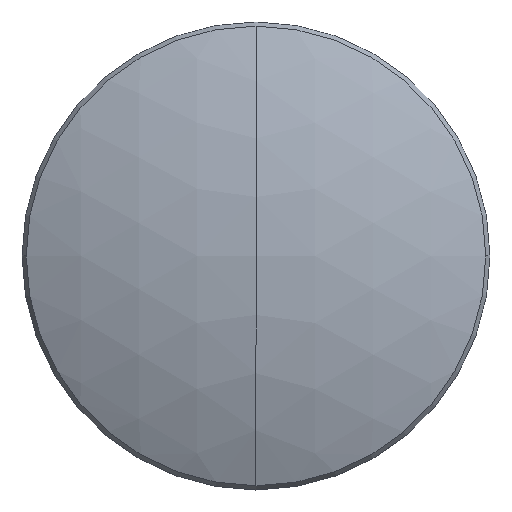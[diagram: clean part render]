
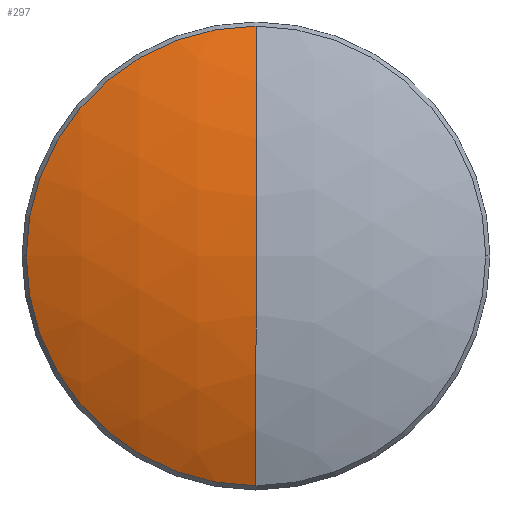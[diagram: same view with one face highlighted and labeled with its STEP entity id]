
A CAD part, top view. The second image highlights one B-rep face of the part: STEP entity #297.
In plain terms, the highlighted spherical face has radius 31 mm.
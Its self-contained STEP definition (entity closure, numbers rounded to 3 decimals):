
#3 = CIRCLE ( 'NONE', #81, 12.473 ) ;
#4 = EDGE_LOOP ( 'NONE', ( #327, #213, #257, #156 ) ) ;
#12 = CIRCLE ( 'NONE', #237, 31. ) ;
#13 = CIRCLE ( 'NONE', #244, 12.473 ) ;
#14 = CARTESIAN_POINT ( 'NONE',  ( 0., 0., -27.3 ) ) ;
#43 = CARTESIAN_POINT ( 'NONE',  ( 0., 0., 3.7 ) ) ;
#56 = VERTEX_POINT ( 'NONE', #43 ) ;
#62 = DIRECTION ( 'NONE',  ( 0., 0., 1. ) ) ;
#80 = CIRCLE ( 'NONE', #263, 31. ) ;
#81 = AXIS2_PLACEMENT_3D ( 'NONE', #295, #62, #339 ) ;
#106 = DIRECTION ( 'NONE',  ( -1., 0., 0. ) ) ;
#107 = DIRECTION ( 'NONE',  ( 0., 0., 1. ) ) ;
#115 = VERTEX_POINT ( 'NONE', #212 ) ;
#132 = DIRECTION ( 'NONE',  ( 1., 0., 0. ) ) ;
#156 = ORIENTED_EDGE ( 'NONE', *, *, #249, .F. ) ;
#159 = CARTESIAN_POINT ( 'NONE',  ( 0., -12.473, 1.08 ) ) ;
#171 = AXIS2_PLACEMENT_3D ( 'NONE', #176, #106, #324 ) ;
#176 = CARTESIAN_POINT ( 'NONE',  ( 0., 0., -27.3 ) ) ;
#182 = SPHERICAL_SURFACE ( 'NONE', #171, 31. ) ;
#200 = EDGE_CURVE ( 'NONE', #326, #219, #13, .T. ) ;
#207 = EDGE_CURVE ( 'NONE', #219, #56, #80, .T. ) ;
#212 = CARTESIAN_POINT ( 'NONE',  ( 0., 12.473, 1.08 ) ) ;
#213 = ORIENTED_EDGE ( 'NONE', *, *, #200, .T. ) ;
#214 = DIRECTION ( 'NONE',  ( -1., 0., 0. ) ) ;
#219 = VERTEX_POINT ( 'NONE', #159 ) ;
#232 = CARTESIAN_POINT ( 'NONE',  ( -12.473, 0., 1.08 ) ) ;
#237 = AXIS2_PLACEMENT_3D ( 'NONE', #14, #132, #277 ) ;
#244 = AXIS2_PLACEMENT_3D ( 'NONE', #306, #107, #332 ) ;
#249 = EDGE_CURVE ( 'NONE', #115, #56, #12, .T. ) ;
#257 = ORIENTED_EDGE ( 'NONE', *, *, #207, .T. ) ;
#263 = AXIS2_PLACEMENT_3D ( 'NONE', #283, #214, #341 ) ;
#277 = DIRECTION ( 'NONE',  ( 0., 0., -1. ) ) ;
#278 = FACE_OUTER_BOUND ( 'NONE', #4, .T. ) ;
#283 = CARTESIAN_POINT ( 'NONE',  ( 0., 0., -27.3 ) ) ;
#295 = CARTESIAN_POINT ( 'NONE',  ( 0., 0., 1.08 ) ) ;
#297 = ADVANCED_FACE ( 'NONE', ( #278 ), #182, .T. ) ;
#306 = CARTESIAN_POINT ( 'NONE',  ( 0., 0., 1.08 ) ) ;
#315 = EDGE_CURVE ( 'NONE', #115, #326, #3, .T. ) ;
#324 = DIRECTION ( 'NONE',  ( 0., 1., 0. ) ) ;
#326 = VERTEX_POINT ( 'NONE', #232 ) ;
#327 = ORIENTED_EDGE ( 'NONE', *, *, #315, .T. ) ;
#332 = DIRECTION ( 'NONE',  ( -1., 0., 0. ) ) ;
#339 = DIRECTION ( 'NONE',  ( -1., 0., 0. ) ) ;
#341 = DIRECTION ( 'NONE',  ( 0., -1., 0. ) ) ;
